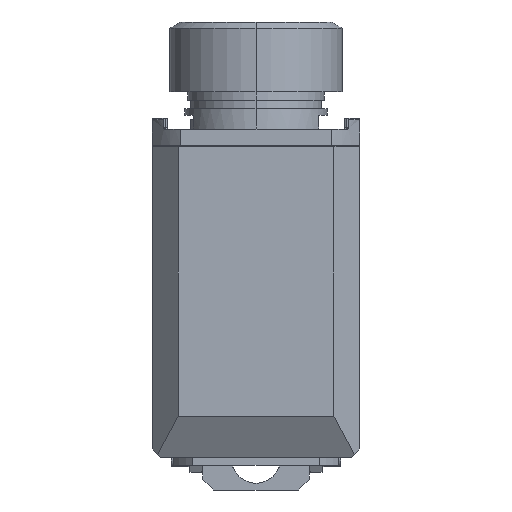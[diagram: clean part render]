
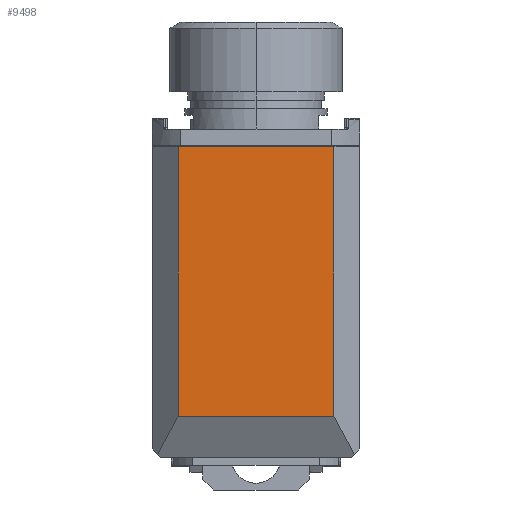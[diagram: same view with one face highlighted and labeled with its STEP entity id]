
A CAD part, left-side view. The second image highlights one B-rep face of the part: STEP entity #9498.
In plain terms, the highlighted planar face has unit normal (-1, 0, 0).
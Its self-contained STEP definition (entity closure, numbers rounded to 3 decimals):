
#3323=DIRECTION('',(0.,1.,0.));
#3324=VECTOR('',#3323,57.);
#3325=CARTESIAN_POINT('',(-165.,-28.5,-40.5));
#3326=LINE('',#3325,#3324);
#3327=DIRECTION('',(0.,0.,1.));
#3328=VECTOR('',#3327,98.5);
#3329=CARTESIAN_POINT('',(-165.,28.5,-40.5));
#3330=LINE('',#3329,#3328);
#3331=DIRECTION('',(0.,-1.,0.));
#3332=VECTOR('',#3331,57.);
#3333=CARTESIAN_POINT('',(-165.,28.5,58.));
#3334=LINE('',#3333,#3332);
#3335=DIRECTION('',(0.,0.,1.));
#3336=VECTOR('',#3335,98.5);
#3337=CARTESIAN_POINT('',(-165.,-28.5,-40.5));
#3338=LINE('',#3337,#3336);
#5437=CARTESIAN_POINT('',(-165.,28.5,58.));
#5439=VERTEX_POINT('',#5437);
#5441=CARTESIAN_POINT('',(-165.,-28.5,58.));
#5443=VERTEX_POINT('',#5441);
#5464=CARTESIAN_POINT('',(-165.,-28.5,-40.5));
#5465=CARTESIAN_POINT('',(-165.,28.5,-40.5));
#5466=VERTEX_POINT('',#5464);
#5467=VERTEX_POINT('',#5465);
#9487=CARTESIAN_POINT('',(-165.,0.,0.));
#9488=DIRECTION('',(1.,0.,0.));
#9489=DIRECTION('',(0.,1.,0.));
#9490=AXIS2_PLACEMENT_3D('',#9487,#9488,#9489);
#9491=PLANE('',#9490);
#9492=ORIENTED_EDGE('',*,*,#9467,.T.);
#9493=ORIENTED_EDGE('',*,*,#9449,.T.);
#9494=ORIENTED_EDGE('',*,*,#6876,.T.);
#9495=ORIENTED_EDGE('',*,*,#9478,.F.);
#9496=EDGE_LOOP('',(#9492,#9493,#9494,#9495));
#9497=FACE_OUTER_BOUND('',#9496,.F.);
#9498=ADVANCED_FACE('',(#9497),#9491,.F.);
#6876=EDGE_CURVE('',#5439,#5443,#3334,.T.);
#9449=EDGE_CURVE('',#5467,#5439,#3330,.T.);
#9467=EDGE_CURVE('',#5466,#5467,#3326,.T.);
#9478=EDGE_CURVE('',#5466,#5443,#3338,.T.);
